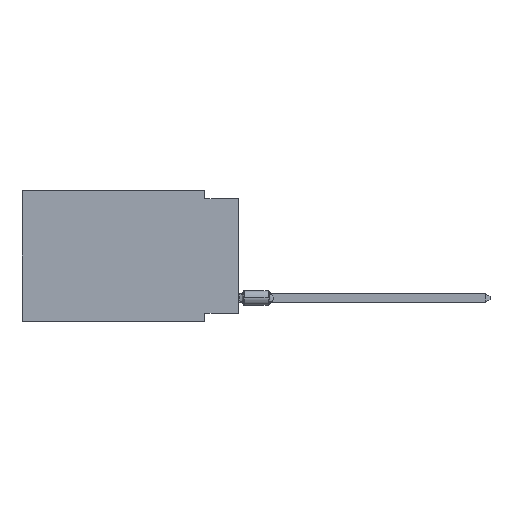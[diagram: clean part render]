
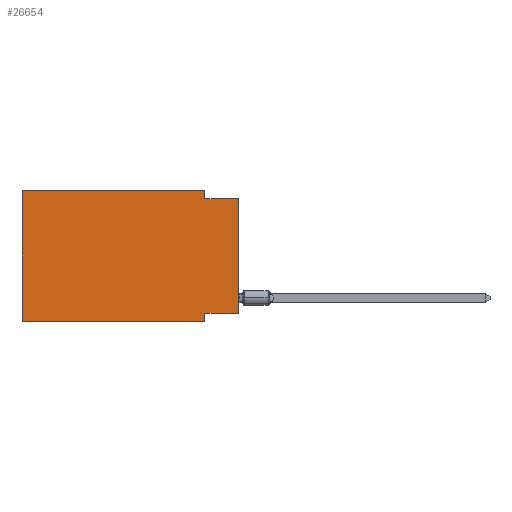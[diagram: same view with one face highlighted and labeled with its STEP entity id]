
A CAD part, left-side view. The second image highlights one B-rep face of the part: STEP entity #26654.
In plain terms, the highlighted planar face has unit normal (-1, 0, 0).
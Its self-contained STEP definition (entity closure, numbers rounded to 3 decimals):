
#388 = CARTESIAN_POINT ( 'NONE',  ( 0., 2.54, -9.271 ) ) ;
#719 = ORIENTED_EDGE ( 'NONE', *, *, #21688, .F. ) ;
#925 = VECTOR ( 'NONE', #29353, 1000. ) ;
#988 = CARTESIAN_POINT ( 'NONE',  ( 0., 2.54, -9.906 ) ) ;
#1266 = DIRECTION ( 'NONE',  ( 0., 0., 1. ) ) ;
#1311 = CARTESIAN_POINT ( 'NONE',  ( 0., 0., -9.271 ) ) ;
#1593 = ORIENTED_EDGE ( 'NONE', *, *, #29173, .F. ) ;
#1841 = VECTOR ( 'NONE', #9283, 1000. ) ;
#2534 = LINE ( 'NONE', #24829, #925 ) ;
#2550 = DIRECTION ( 'NONE',  ( 0., 0., -1. ) ) ;
#2972 = CARTESIAN_POINT ( 'NONE',  ( 0., 16.383, 0. ) ) ;
#3082 = LINE ( 'NONE', #19894, #6634 ) ;
#4631 = LINE ( 'NONE', #14490, #13691 ) ;
#5226 = FACE_OUTER_BOUND ( 'NONE', #17420, .T. ) ;
#5369 = ORIENTED_EDGE ( 'NONE', *, *, #21337, .T. ) ;
#6123 = ORIENTED_EDGE ( 'NONE', *, *, #7788, .F. ) ;
#6315 = VECTOR ( 'NONE', #11969, 1000. ) ;
#6589 = DIRECTION ( 'NONE',  ( 1., 0., 0. ) ) ;
#6634 = VECTOR ( 'NONE', #1266, 1000. ) ;
#7788 = EDGE_CURVE ( 'NONE', #16215, #10649, #8673, .T. ) ;
#7796 = AXIS2_PLACEMENT_3D ( 'NONE', #9923, #6589, #21307 ) ;
#8638 = VERTEX_POINT ( 'NONE', #388 ) ;
#8673 = LINE ( 'NONE', #17008, #12394 ) ;
#9283 = DIRECTION ( 'NONE',  ( 0., -1., 0. ) ) ;
#9923 = CARTESIAN_POINT ( 'NONE',  ( 0., 16.383, 0. ) ) ;
#10158 = VERTEX_POINT ( 'NONE', #19969 ) ;
#10649 = VERTEX_POINT ( 'NONE', #20086 ) ;
#11251 = DIRECTION ( 'NONE',  ( 0., 0., -1. ) ) ;
#11345 = CARTESIAN_POINT ( 'NONE',  ( 0., 0., -9.271 ) ) ;
#11969 = DIRECTION ( 'NONE',  ( 0., -1., 0. ) ) ;
#12394 = VECTOR ( 'NONE', #11251, 1000. ) ;
#13610 = ORIENTED_EDGE ( 'NONE', *, *, #23663, .F. ) ;
#13691 = VECTOR ( 'NONE', #2550, 1000. ) ;
#14017 = DIRECTION ( 'NONE',  ( 0., -1., 0. ) ) ;
#14412 = ORIENTED_EDGE ( 'NONE', *, *, #26076, .F. ) ;
#14490 = CARTESIAN_POINT ( 'NONE',  ( 0., 2.54, -9.906 ) ) ;
#15091 = PLANE ( 'NONE',  #7796 ) ;
#16031 = ORIENTED_EDGE ( 'NONE', *, *, #21543, .F. ) ;
#16215 = VERTEX_POINT ( 'NONE', #28073 ) ;
#17008 = CARTESIAN_POINT ( 'NONE',  ( 0., 2.54, 0. ) ) ;
#17420 = EDGE_LOOP ( 'NONE', ( #24643, #1593, #6123, #719, #13610, #5369, #16031, #14412 ) ) ;
#19287 = LINE ( 'NONE', #23838, #1841 ) ;
#19732 = LINE ( 'NONE', #29592, #6315 ) ;
#19894 = CARTESIAN_POINT ( 'NONE',  ( 0., 0., 0. ) ) ;
#19969 = CARTESIAN_POINT ( 'NONE',  ( 0., 16.383, -9.906 ) ) ;
#20086 = CARTESIAN_POINT ( 'NONE',  ( 0., 2.54, -0.635 ) ) ;
#21307 = DIRECTION ( 'NONE',  ( 0., 0., -1. ) ) ;
#21337 = EDGE_CURVE ( 'NONE', #10158, #30549, #31169, .T. ) ;
#21342 = LINE ( 'NONE', #1311, #21635 ) ;
#21543 = EDGE_CURVE ( 'NONE', #8638, #30549, #4631, .T. ) ;
#21635 = VECTOR ( 'NONE', #30567, 1000. ) ;
#21688 = EDGE_CURVE ( 'NONE', #25577, #16215, #19287, .T. ) ;
#23663 = EDGE_CURVE ( 'NONE', #10158, #25577, #2534, .T. ) ;
#23738 = CARTESIAN_POINT ( 'NONE',  ( 0., 16.383, -9.906 ) ) ;
#23838 = CARTESIAN_POINT ( 'NONE',  ( 0., 16.383, 0. ) ) ;
#24415 = VERTEX_POINT ( 'NONE', #11345 ) ;
#24523 = VECTOR ( 'NONE', #14017, 1000. ) ;
#24558 = CARTESIAN_POINT ( 'NONE',  ( 0., 0., -0.635 ) ) ;
#24643 = ORIENTED_EDGE ( 'NONE', *, *, #24657, .T. ) ;
#24657 = EDGE_CURVE ( 'NONE', #24415, #29529, #3082, .T. ) ;
#24829 = CARTESIAN_POINT ( 'NONE',  ( 0., 16.383, 0. ) ) ;
#25577 = VERTEX_POINT ( 'NONE', #2972 ) ;
#26076 = EDGE_CURVE ( 'NONE', #24415, #8638, #21342, .T. ) ;
#26654 = ADVANCED_FACE ( 'NONE', ( #5226 ), #15091, .F. ) ;
#28073 = CARTESIAN_POINT ( 'NONE',  ( 0., 2.54, 0. ) ) ;
#29173 = EDGE_CURVE ( 'NONE', #10649, #29529, #19732, .T. ) ;
#29353 = DIRECTION ( 'NONE',  ( 0., 0., 1. ) ) ;
#29529 = VERTEX_POINT ( 'NONE', #24558 ) ;
#29592 = CARTESIAN_POINT ( 'NONE',  ( 0., 0., -0.635 ) ) ;
#30549 = VERTEX_POINT ( 'NONE', #988 ) ;
#30567 = DIRECTION ( 'NONE',  ( 0., 1., 0. ) ) ;
#31169 = LINE ( 'NONE', #23738, #24523 ) ;
